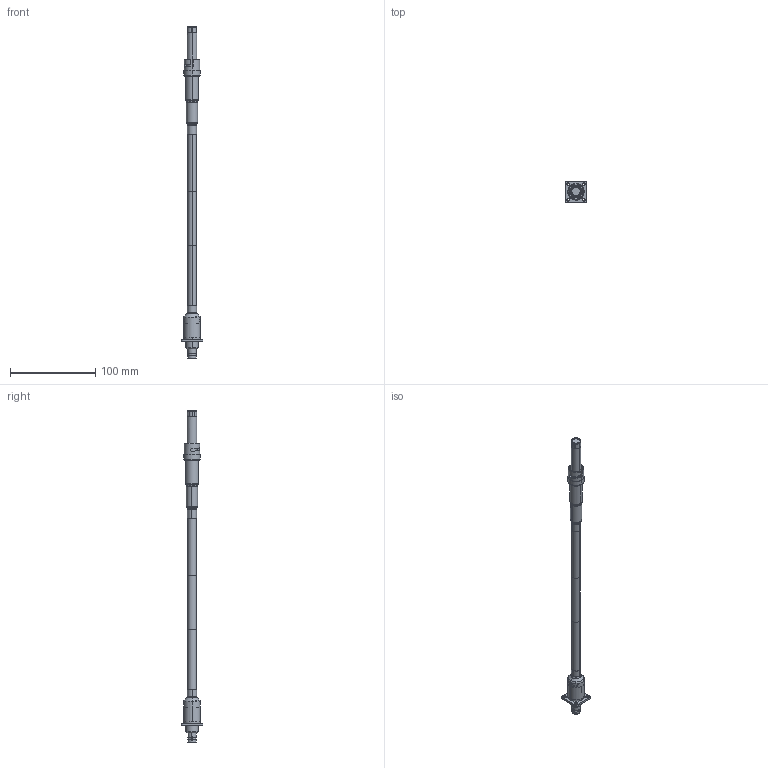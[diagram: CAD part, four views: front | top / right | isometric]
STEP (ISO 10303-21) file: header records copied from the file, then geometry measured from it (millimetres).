
FILE_DESCRIPTION (( 'STEP AP214' ), '1' );
FILE_NAME ('FMCA9785_3D.step', '2024-07-29T14:44:50', ( '' ), ( '' ), 'SwSTEP 2.0', 'SolidWorks 2022', '' );
FILE_SCHEMA (( 'AUTOMOTIVE_DESIGN' ));
Length unit declared in the file: inch
Products named in the file (6): FMCA9785_3D; Copy of Heat Shrink^FMCA9785; FMCN45841; Copy of Heat Shrink^FMCA9785_1" Long; RG213-PROD_RG213_GID 230180; FMCN45904
Assembly tree (5 placements, depth 2):
  FMCA9785_3D
    RG213-PROD_RG213_GID 230180
    FMCN45841
    FMCN45904
    Copy of Heat Shrink^FMCA9785
    Copy of Heat Shrink^FMCA9785_1" Long
Bounding box: 25.4 x 25.4 x 390.3 mm (x, y, z)
Volume: 44531.1 mm3; surface area: 29020 mm2
Topology: 5 solids, 5 shells, 306 faces, 733 edges, 459 vertices
Faces by surface type: cylinder 115, plane 94, cone 59, bspline 20, torus 18
Entity records: 10104 total; most frequent: CARTESIAN_POINT 2642, DIRECTION 1548, ORIENTED_EDGE 1466, EDGE_CURVE 733, AXIS2_PLACEMENT_3D 649, VERTEX_POINT 459, CIRCLE 355, EDGE_LOOP 340
